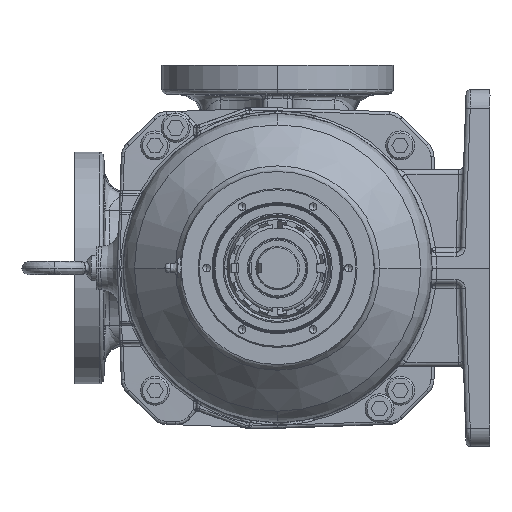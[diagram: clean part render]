
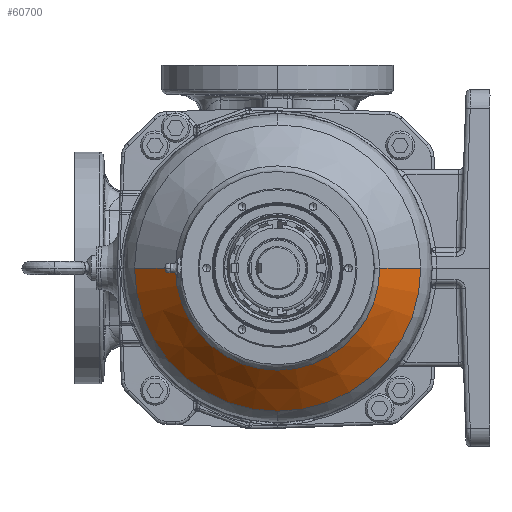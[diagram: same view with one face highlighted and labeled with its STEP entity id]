
A CAD part, left-side view. The second image highlights one B-rep face of the part: STEP entity #60700.
In plain terms, the highlighted conical face has half-angle 44.977 degrees and reference radius 94.168 mm.
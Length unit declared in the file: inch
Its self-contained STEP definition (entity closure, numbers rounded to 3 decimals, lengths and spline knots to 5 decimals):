
#1106 = VERTEX_POINT ( 'NONE', #76906 ) ;
#2031 = EDGE_CURVE ( 'NONE', #93735, #1106, #157877, .T. ) ;
#10476 = ORIENTED_EDGE ( 'NONE', *, *, #126386, .F. ) ;
#16746 = CARTESIAN_POINT ( 'NONE',  ( -6.65573, 0., -3.70739 ) ) ;
#19684 = VECTOR ( 'NONE', #159259, 39.37008 ) ;
#21476 = VECTOR ( 'NONE', #75501, 39.37008 ) ;
#29834 = AXIS2_PLACEMENT_3D ( 'NONE', #75437, #75247, #75125 ) ;
#33129 = DIRECTION ( 'NONE',  ( 0., 1., 0. ) ) ;
#33162 = DIRECTION ( 'NONE',  ( 1., 0., 0. ) ) ;
#33479 = CARTESIAN_POINT ( 'NONE',  ( -7.71767, 0., 0. ) ) ;
#39848 = EDGE_CURVE ( 'NONE', #107684, #108646, #125567, .T. ) ;
#40328 = AXIS2_PLACEMENT_3D ( 'NONE', #33479, #33162, #33129 ) ;
#45134 = CARTESIAN_POINT ( 'NONE',  ( -6.65573, 0., 0. ) ) ;
#47276 = EDGE_LOOP ( 'NONE', ( #59678, #56820, #133367, #10476, #127122 ) ) ;
#48909 = VERTEX_POINT ( 'NONE', #76819 ) ;
#49546 = CARTESIAN_POINT ( 'NONE',  ( -6.65573, 0., 0. ) ) ;
#54017 = EDGE_CURVE ( 'NONE', #1106, #48909, #149218, .T. ) ;
#56820 = ORIENTED_EDGE ( 'NONE', *, *, #2031, .T. ) ;
#59678 = ORIENTED_EDGE ( 'NONE', *, *, #134106, .F. ) ;
#60700 = ADVANCED_FACE ( 'NONE', ( #144010 ), #73425, .T. ) ;
#62181 = DIRECTION ( 'NONE',  ( 0., 0., 1. ) ) ;
#73425 = CONICAL_SURFACE ( 'NONE', #117288, 3.70739, 0.785 ) ;
#75125 = DIRECTION ( 'NONE',  ( 0., 0., 1. ) ) ;
#75247 = DIRECTION ( 'NONE',  ( 1., 0., 0. ) ) ;
#75437 = CARTESIAN_POINT ( 'NONE',  ( -6.65573, 0., 0. ) ) ;
#75501 = DIRECTION ( 'NONE',  ( 0.707, -0.707, 0. ) ) ;
#76819 = CARTESIAN_POINT ( 'NONE',  ( -6.65573, 3.70739, 0. ) ) ;
#76906 = CARTESIAN_POINT ( 'NONE',  ( -7.71767, 2.6463, 0. ) ) ;
#84243 = CARTESIAN_POINT ( 'NONE',  ( -6.65573, 3.70739, 0. ) ) ;
#93735 = VERTEX_POINT ( 'NONE', #134071 ) ;
#107607 = DIRECTION ( 'NONE',  ( 0., 1., 0. ) ) ;
#107684 = VERTEX_POINT ( 'NONE', #150765 ) ;
#108646 = VERTEX_POINT ( 'NONE', #16746 ) ;
#117288 = AXIS2_PLACEMENT_3D ( 'NONE', #45134, #132972, #107607 ) ;
#117646 = LINE ( 'NONE', #150572, #21476 ) ;
#125567 = CIRCLE ( 'NONE', #29834, 3.70739 ) ;
#126386 = EDGE_CURVE ( 'NONE', #108646, #48909, #151203, .T. ) ;
#127122 = ORIENTED_EDGE ( 'NONE', *, *, #39848, .F. ) ;
#131529 = AXIS2_PLACEMENT_3D ( 'NONE', #49546, #137294, #62181 ) ;
#132972 = DIRECTION ( 'NONE',  ( 1., 0., 0. ) ) ;
#133367 = ORIENTED_EDGE ( 'NONE', *, *, #54017, .T. ) ;
#134071 = CARTESIAN_POINT ( 'NONE',  ( -7.71767, -2.6463, 0. ) ) ;
#134106 = EDGE_CURVE ( 'NONE', #93735, #107684, #117646, .T. ) ;
#137294 = DIRECTION ( 'NONE',  ( 1., 0., 0. ) ) ;
#144010 = FACE_OUTER_BOUND ( 'NONE', #47276, .T. ) ;
#149218 = LINE ( 'NONE', #84243, #19684 ) ;
#150572 = CARTESIAN_POINT ( 'NONE',  ( -6.65573, -3.70739, 0. ) ) ;
#150765 = CARTESIAN_POINT ( 'NONE',  ( -6.65573, -3.70739, 0. ) ) ;
#151203 = CIRCLE ( 'NONE', #131529, 3.70739 ) ;
#157877 = CIRCLE ( 'NONE', #40328, 2.6463 ) ;
#159259 = DIRECTION ( 'NONE',  ( 0.707, 0.707, 0. ) ) ;
